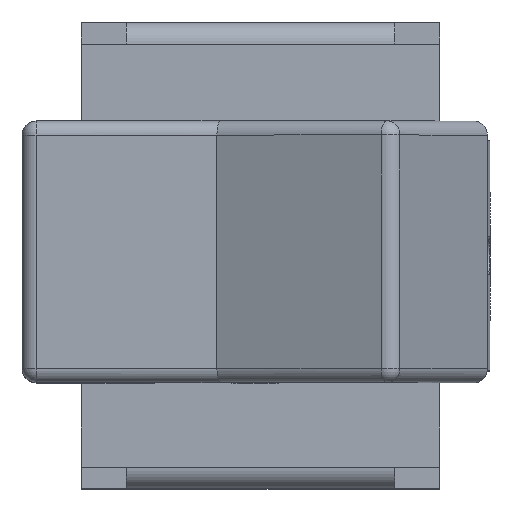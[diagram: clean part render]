
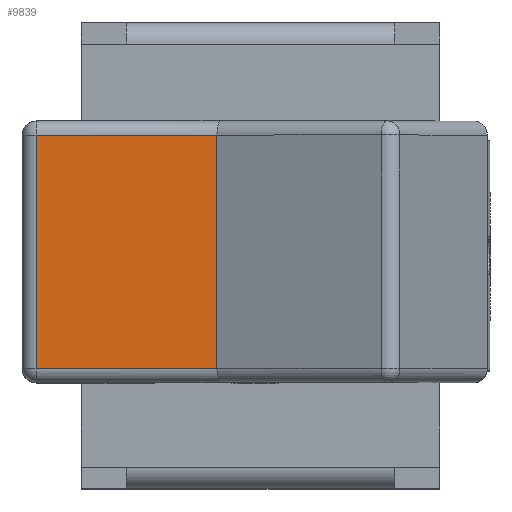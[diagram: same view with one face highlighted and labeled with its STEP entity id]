
A CAD part, top view. The second image highlights one B-rep face of the part: STEP entity #9839.
In plain terms, the highlighted planar face has unit normal (-0.002, 0, 1).
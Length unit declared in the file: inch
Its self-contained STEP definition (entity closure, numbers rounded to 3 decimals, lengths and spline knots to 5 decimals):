
#232=PLANE('',#10485);
#588=FACE_OUTER_BOUND('',#1192,.T.);
#1192=EDGE_LOOP('',(#6786,#6787,#6788,#6789));
#1842=LINE('',#14776,#2884);
#1847=LINE('',#14795,#2889);
#1848=LINE('',#14799,#2890);
#1849=LINE('',#14800,#2891);
#2884=VECTOR('',#11625,0.3937);
#2889=VECTOR('',#11650,0.3937);
#2890=VECTOR('',#11655,0.3937);
#2891=VECTOR('',#11656,0.3937);
#4275=VERTEX_POINT('',#14772);
#4276=VERTEX_POINT('',#14774);
#4280=VERTEX_POINT('',#14794);
#4281=VERTEX_POINT('',#14798);
#5209=EDGE_CURVE('',#4276,#4275,#1842,.T.);
#5218=EDGE_CURVE('',#4275,#4280,#1847,.T.);
#5220=EDGE_CURVE('',#4276,#4281,#1848,.T.);
#5221=EDGE_CURVE('',#4280,#4281,#1849,.T.);
#6786=ORIENTED_EDGE('',*,*,#5209,.F.);
#6787=ORIENTED_EDGE('',*,*,#5220,.T.);
#6788=ORIENTED_EDGE('',*,*,#5221,.F.);
#6789=ORIENTED_EDGE('',*,*,#5218,.F.);
#9839=ADVANCED_FACE('',(#588),#232,.T.);
#10485=AXIS2_PLACEMENT_3D('',#14797,#11653,#11654);
#11625=DIRECTION('',(-1.,0.,-0.002));
#11650=DIRECTION('',(0.,1.,0.));
#11653=DIRECTION('center_axis',(-0.002,0.,
1.));
#11654=DIRECTION('ref_axis',(0.,1.,0.));
#11655=DIRECTION('',(0.,1.,0.));
#11656=DIRECTION('',(1.,0.,0.002));
#14772=CARTESIAN_POINT('',(-0.31284,-0.15805,0.83354));
#14774=CARTESIAN_POINT('',(-0.06063,-0.15805,0.83398));
#14776=CARTESIAN_POINT('',(0.02653,-0.15805,0.83413));
#14794=CARTESIAN_POINT('',(-0.31284,0.16754,0.83354));
#14795=CARTESIAN_POINT('',(-0.31284,0.00475,0.83354));
#14797=CARTESIAN_POINT('Origin',(-0.06063,0.00475,
0.83398));
#14798=CARTESIAN_POINT('',(-0.06063,0.16754,0.83398));
#14799=CARTESIAN_POINT('',(-0.06063,0.00475,0.83398));
#14800=CARTESIAN_POINT('',(0.02653,0.16754,0.83413));
